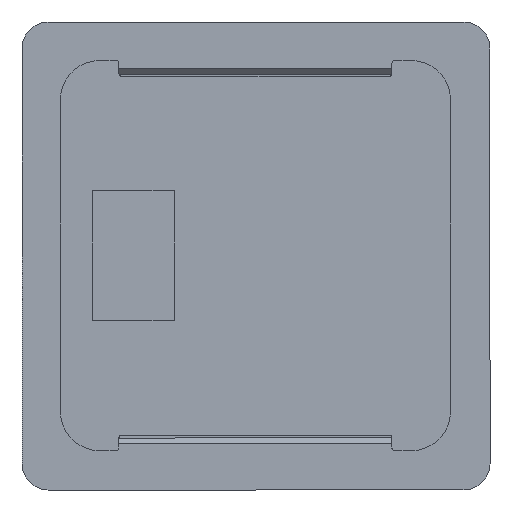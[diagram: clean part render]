
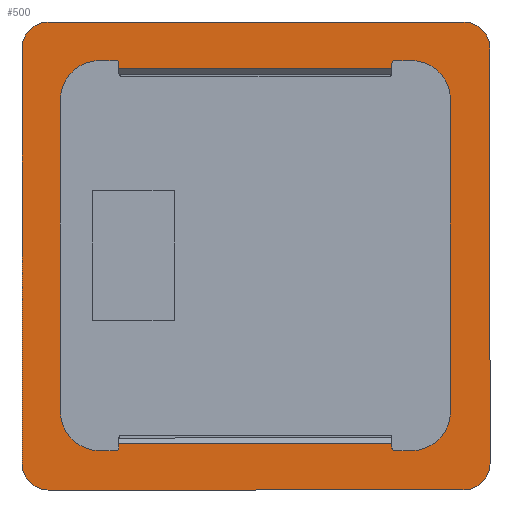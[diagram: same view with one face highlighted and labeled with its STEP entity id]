
A CAD part, front view. The second image highlights one B-rep face of the part: STEP entity #500.
In plain terms, the highlighted planar face has unit normal (0, -1, 0).
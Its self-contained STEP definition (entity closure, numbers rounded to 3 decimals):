
#82 = CARTESIAN_POINT ( 'NONE',  ( 9., 0., 8. ) ) ;
#229 = DIRECTION ( 'NONE',  ( 0., 0., 1. ) ) ;
#246 = CIRCLE ( 'NONE', #612, 0.95 ) ;
#294 = VERTEX_POINT ( 'NONE', #5903 ) ;
#298 = DIRECTION ( 'NONE',  ( 0., 0., -1. ) ) ;
#404 = ORIENTED_EDGE ( 'NONE', *, *, #7804, .T. ) ;
#436 = DIRECTION ( 'NONE',  ( 0., 0., 1. ) ) ;
#500 = ADVANCED_FACE ( 'NONE', ( #7333, #688 ), #2413, .F. ) ;
#503 = CARTESIAN_POINT ( 'NONE',  ( -7.2, 0., 8. ) ) ;
#508 = DIRECTION ( 'NONE',  ( 0., 1., 0. ) ) ;
#569 = CARTESIAN_POINT ( 'NONE',  ( -6.25, 0., -6.25 ) ) ;
#572 = LINE ( 'NONE', #4831, #7458 ) ;
#612 = AXIS2_PLACEMENT_3D ( 'NONE', #2882, #4386, #229 ) ;
#681 = ORIENTED_EDGE ( 'NONE', *, *, #9707, .F. ) ;
#688 = FACE_OUTER_BOUND ( 'NONE', #10365, .T. ) ;
#752 = LINE ( 'NONE', #1634, #7516 ) ;
#802 = CARTESIAN_POINT ( 'NONE',  ( -8., 0., -8. ) ) ;
#821 = CARTESIAN_POINT ( 'NONE',  ( -6.25, 0., 7.2 ) ) ;
#1176 = AXIS2_PLACEMENT_3D ( 'NONE', #7385, #6553, #10749 ) ;
#1279 = AXIS2_PLACEMENT_3D ( 'NONE', #3013, #2959, #3794 ) ;
#1307 = CIRCLE ( 'NONE', #1279, 1. ) ;
#1340 = VECTOR ( 'NONE', #7079, 1000. ) ;
#1376 = CARTESIAN_POINT ( 'NONE',  ( 7.2, 0., 6.25 ) ) ;
#1634 = CARTESIAN_POINT ( 'NONE',  ( 9., 0., -8. ) ) ;
#1781 = ORIENTED_EDGE ( 'NONE', *, *, #6217, .T. ) ;
#1937 = CARTESIAN_POINT ( 'NONE',  ( -8., 0., -9. ) ) ;
#1955 = VECTOR ( 'NONE', #9471, 1000. ) ;
#1972 = VERTEX_POINT ( 'NONE', #5956 ) ;
#2041 = ORIENTED_EDGE ( 'NONE', *, *, #8511, .T. ) ;
#2159 = CARTESIAN_POINT ( 'NONE',  ( 8., 0., 9. ) ) ;
#2169 = LINE ( 'NONE', #503, #8314 ) ;
#2277 = EDGE_CURVE ( 'NONE', #9072, #294, #2169, .T. ) ;
#2343 = ORIENTED_EDGE ( 'NONE', *, *, #3714, .F. ) ;
#2354 = DIRECTION ( 'NONE',  ( -1., 0., 0. ) ) ;
#2400 = ORIENTED_EDGE ( 'NONE', *, *, #3108, .F. ) ;
#2413 = PLANE ( 'NONE',  #10740 ) ;
#2493 = AXIS2_PLACEMENT_3D ( 'NONE', #802, #7557, #10923 ) ;
#2882 = CARTESIAN_POINT ( 'NONE',  ( 6.25, 0., -6.25 ) ) ;
#2942 = CIRCLE ( 'NONE', #5241, 0.95 ) ;
#2959 = DIRECTION ( 'NONE',  ( 0., 1., 0. ) ) ;
#3013 = CARTESIAN_POINT ( 'NONE',  ( 8., 0., 8. ) ) ;
#3108 = EDGE_CURVE ( 'NONE', #7203, #3173, #5470, .T. ) ;
#3127 = DIRECTION ( 'NONE',  ( 0., 1., 0. ) ) ;
#3173 = VERTEX_POINT ( 'NONE', #2159 ) ;
#3215 = CARTESIAN_POINT ( 'NONE',  ( -6.25, 0., 6.25 ) ) ;
#3239 = DIRECTION ( 'NONE',  ( 0., 0., 1. ) ) ;
#3329 = CARTESIAN_POINT ( 'NONE',  ( 6.25, 0., 7.2 ) ) ;
#3408 = VERTEX_POINT ( 'NONE', #7059 ) ;
#3426 = AXIS2_PLACEMENT_3D ( 'NONE', #9698, #3127, #6504 ) ;
#3476 = EDGE_CURVE ( 'NONE', #3820, #3764, #2942, .T. ) ;
#3593 = VECTOR ( 'NONE', #9284, 1000. ) ;
#3714 = EDGE_CURVE ( 'NONE', #3408, #7203, #5959, .T. ) ;
#3741 = CIRCLE ( 'NONE', #4448, 0.95 ) ;
#3764 = VERTEX_POINT ( 'NONE', #1376 ) ;
#3794 = DIRECTION ( 'NONE',  ( 0., 0., 1. ) ) ;
#3810 = CARTESIAN_POINT ( 'NONE',  ( -7.2, 0., -6.25 ) ) ;
#3820 = VERTEX_POINT ( 'NONE', #3329 ) ;
#3826 = DIRECTION ( 'NONE',  ( 0., 0., 1. ) ) ;
#3966 = VERTEX_POINT ( 'NONE', #8771 ) ;
#3982 = VERTEX_POINT ( 'NONE', #6621 ) ;
#4004 = DIRECTION ( 'NONE',  ( 0., 0., 1. ) ) ;
#4160 = ORIENTED_EDGE ( 'NONE', *, *, #10873, .T. ) ;
#4386 = DIRECTION ( 'NONE',  ( 0., 1., 0. ) ) ;
#4444 = EDGE_CURVE ( 'NONE', #3966, #4578, #572, .T. ) ;
#4448 = AXIS2_PLACEMENT_3D ( 'NONE', #3215, #6416, #436 ) ;
#4578 = VERTEX_POINT ( 'NONE', #10125 ) ;
#4831 = CARTESIAN_POINT ( 'NONE',  ( 8., 0., -7.2 ) ) ;
#4929 = VERTEX_POINT ( 'NONE', #821 ) ;
#5098 = CARTESIAN_POINT ( 'NONE',  ( -8., 0., -9. ) ) ;
#5241 = AXIS2_PLACEMENT_3D ( 'NONE', #9873, #10531, #8048 ) ;
#5262 = ORIENTED_EDGE ( 'NONE', *, *, #2277, .T. ) ;
#5299 = VERTEX_POINT ( 'NONE', #82 ) ;
#5352 = CIRCLE ( 'NONE', #3426, 1. ) ;
#5470 = LINE ( 'NONE', #8956, #1340 ) ;
#5739 = CARTESIAN_POINT ( 'NONE',  ( -8., 0., 9. ) ) ;
#5771 = ORIENTED_EDGE ( 'NONE', *, *, #8356, .F. ) ;
#5827 = CARTESIAN_POINT ( 'NONE',  ( 8., 0., 8. ) ) ;
#5903 = CARTESIAN_POINT ( 'NONE',  ( -7.2, 0., 6.25 ) ) ;
#5956 = CARTESIAN_POINT ( 'NONE',  ( 8., 0., -9. ) ) ;
#5959 = CIRCLE ( 'NONE', #1176, 1. ) ;
#6023 = CARTESIAN_POINT ( 'NONE',  ( 8., 0., 7.2 ) ) ;
#6102 = ORIENTED_EDGE ( 'NONE', *, *, #8759, .T. ) ;
#6134 = LINE ( 'NONE', #6023, #3593 ) ;
#6158 = LINE ( 'NONE', #9523, #1955 ) ;
#6217 = EDGE_CURVE ( 'NONE', #4929, #3820, #6134, .T. ) ;
#6416 = DIRECTION ( 'NONE',  ( 0., 1., 0. ) ) ;
#6434 = ORIENTED_EDGE ( 'NONE', *, *, #10656, .F. ) ;
#6504 = DIRECTION ( 'NONE',  ( 0., 0., -1. ) ) ;
#6553 = DIRECTION ( 'NONE',  ( 0., 1., 0. ) ) ;
#6621 = CARTESIAN_POINT ( 'NONE',  ( -9., 0., -8. ) ) ;
#6676 = ORIENTED_EDGE ( 'NONE', *, *, #4444, .T. ) ;
#6796 = VERTEX_POINT ( 'NONE', #1937 ) ;
#7059 = CARTESIAN_POINT ( 'NONE',  ( -9., 0., 8. ) ) ;
#7070 = VERTEX_POINT ( 'NONE', #8001 ) ;
#7079 = DIRECTION ( 'NONE',  ( 1., 0., 0. ) ) ;
#7203 = VERTEX_POINT ( 'NONE', #5739 ) ;
#7333 = FACE_BOUND ( 'NONE', #8715, .T. ) ;
#7340 = LINE ( 'NONE', #5098, #8675 ) ;
#7351 = EDGE_CURVE ( 'NONE', #3173, #5299, #1307, .T. ) ;
#7385 = CARTESIAN_POINT ( 'NONE',  ( -8., 0., 8. ) ) ;
#7423 = EDGE_CURVE ( 'NONE', #5299, #7070, #752, .T. ) ;
#7458 = VECTOR ( 'NONE', #2354, 1000. ) ;
#7516 = VECTOR ( 'NONE', #8224, 1000. ) ;
#7557 = DIRECTION ( 'NONE',  ( 0., 1., 0. ) ) ;
#7804 = EDGE_CURVE ( 'NONE', #4578, #9072, #8559, .T. ) ;
#7956 = CIRCLE ( 'NONE', #2493, 1. ) ;
#7998 = AXIS2_PLACEMENT_3D ( 'NONE', #569, #508, #4004 ) ;
#8001 = CARTESIAN_POINT ( 'NONE',  ( 9., 0., -8. ) ) ;
#8036 = ORIENTED_EDGE ( 'NONE', *, *, #7423, .F. ) ;
#8048 = DIRECTION ( 'NONE',  ( 0., 0., 1. ) ) ;
#8088 = CARTESIAN_POINT ( 'NONE',  ( 7.2, 0., -6.25 ) ) ;
#8178 = ORIENTED_EDGE ( 'NONE', *, *, #3476, .T. ) ;
#8224 = DIRECTION ( 'NONE',  ( 0., 0., -1. ) ) ;
#8314 = VECTOR ( 'NONE', #3826, 1000. ) ;
#8356 = EDGE_CURVE ( 'NONE', #7070, #1972, #5352, .T. ) ;
#8511 = EDGE_CURVE ( 'NONE', #3764, #8540, #8708, .T. ) ;
#8530 = ORIENTED_EDGE ( 'NONE', *, *, #9688, .F. ) ;
#8540 = VERTEX_POINT ( 'NONE', #8088 ) ;
#8559 = CIRCLE ( 'NONE', #7998, 0.95 ) ;
#8601 = CARTESIAN_POINT ( 'NONE',  ( 7.2, 0., 8. ) ) ;
#8675 = VECTOR ( 'NONE', #9400, 1000. ) ;
#8708 = LINE ( 'NONE', #8601, #8721 ) ;
#8715 = EDGE_LOOP ( 'NONE', ( #6102, #6676, #404, #5262, #4160, #1781, #8178, #2041 ) ) ;
#8721 = VECTOR ( 'NONE', #298, 1000. ) ;
#8759 = EDGE_CURVE ( 'NONE', #8540, #3966, #246, .T. ) ;
#8771 = CARTESIAN_POINT ( 'NONE',  ( 6.25, 0., -7.2 ) ) ;
#8956 = CARTESIAN_POINT ( 'NONE',  ( -8., 0., 9. ) ) ;
#9072 = VERTEX_POINT ( 'NONE', #3810 ) ;
#9199 = DIRECTION ( 'NONE',  ( 0., 1., 0. ) ) ;
#9284 = DIRECTION ( 'NONE',  ( 1., 0., 0. ) ) ;
#9400 = DIRECTION ( 'NONE',  ( -1., 0., 0. ) ) ;
#9471 = DIRECTION ( 'NONE',  ( 0., 0., 1. ) ) ;
#9523 = CARTESIAN_POINT ( 'NONE',  ( -9., 0., -8. ) ) ;
#9688 = EDGE_CURVE ( 'NONE', #6796, #3982, #7956, .T. ) ;
#9698 = CARTESIAN_POINT ( 'NONE',  ( 8., 0., -8. ) ) ;
#9707 = EDGE_CURVE ( 'NONE', #3982, #3408, #6158, .T. ) ;
#9859 = ORIENTED_EDGE ( 'NONE', *, *, #7351, .F. ) ;
#9873 = CARTESIAN_POINT ( 'NONE',  ( 6.25, 0., 6.25 ) ) ;
#10125 = CARTESIAN_POINT ( 'NONE',  ( -6.25, 0., -7.2 ) ) ;
#10365 = EDGE_LOOP ( 'NONE', ( #9859, #2400, #2343, #681, #8530, #6434, #5771, #8036 ) ) ;
#10531 = DIRECTION ( 'NONE',  ( 0., 1., 0. ) ) ;
#10656 = EDGE_CURVE ( 'NONE', #1972, #6796, #7340, .T. ) ;
#10740 = AXIS2_PLACEMENT_3D ( 'NONE', #5827, #9199, #3239 ) ;
#10749 = DIRECTION ( 'NONE',  ( 0., 0., 1. ) ) ;
#10873 = EDGE_CURVE ( 'NONE', #294, #4929, #3741, .T. ) ;
#10923 = DIRECTION ( 'NONE',  ( 0., 0., 1. ) ) ;
